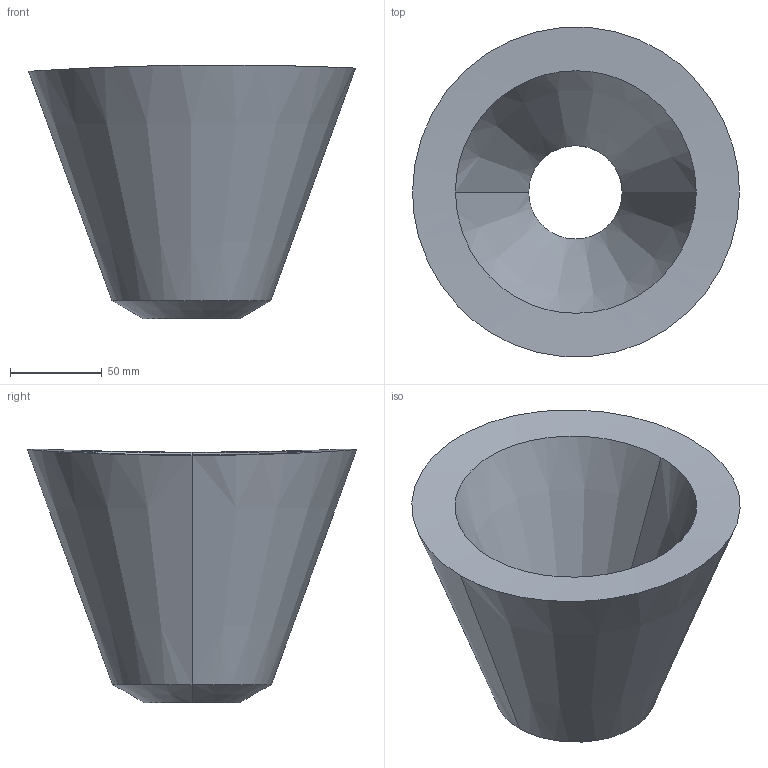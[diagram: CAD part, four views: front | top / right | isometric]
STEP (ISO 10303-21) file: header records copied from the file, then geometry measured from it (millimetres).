
FILE_DESCRIPTION(('CoCreate Modeling STEP Export'),'2;1');
FILE_NAME('s28.stp','2011-05-24T10:59:01',(''),(''),'CoCreate Modeling STEP processor for AP214 (Solid Model)','CoCreate Modeling 18.0P1120 20-Nov-2010 (C) Parametric Technology GmbH','');
FILE_SCHEMA(('AUTOMOTIVE_DESIGN { 1 0 10303 214 1 1 1 1 }'));
Length unit declared in the file: millimetre
Products named in the file (2): A18_NOZZLE_PIPE-OA129.PRT
Assembly tree (1 placements, depth 2):
  A18_NOZZLE_PIPE-OA129.PRT
    A18_NOZZLE_PIPE-OA129.PRT
Bounding box: 177.69 x 179.01 x 138.01 mm (x, y, z)
Volume: 1024689.8 mm3; surface area: 109795.3 mm2
Topology: 1 solids, 1 shells, 10 faces, 24 edges, 16 vertices
Faces by surface type: cone 6, cylinder 3, plane 1
Entity records: 500 total; most frequent: CARTESIAN_POINT 159, ORIENTED_EDGE 48, DIRECTION 40, EDGE_CURVE 24, AXIS2_PLACEMENT_3D 16, VERTEX_POINT 16, EDGE_LOOP 12, COLOUR_RGB 11
